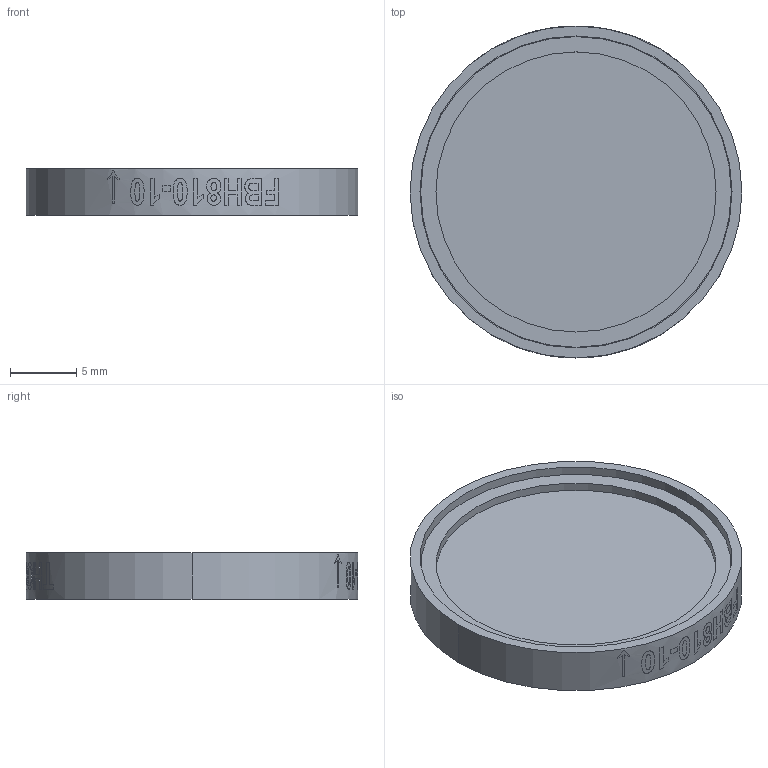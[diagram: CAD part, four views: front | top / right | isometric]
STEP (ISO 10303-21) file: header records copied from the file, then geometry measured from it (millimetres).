
FILE_DESCRIPTION(('Open CASCADE Model'),'2;1');
FILE_NAME('Open CASCADE Shape Model','2025-04-18T01:37:46',('Author'),( 'Open CASCADE'),'Open CASCADE STEP processor 7.7','Open CASCADE 7.7' ,'Unknown');
FILE_SCHEMA(('AUTOMOTIVE_DESIGN { 1 0 10303 214 1 1 1 1 }'));
Length unit declared in the file: millimetre
Products named in the file (4): f57e6519-1be4-11f0-b024-fc5cee4c0b22; comp2; comp2_part
Assembly tree (3 placements, depth 4):
  f57e6519-1be4-11f0-b024-fc5cee4c0b22
    f57e6519-1be4-11f0-b024-fc5cee4c0b22
      comp2
        comp2_part
Bounding box: 25 x 25 x 3.5 mm (x, y, z)
Volume: 1119 mm3; surface area: 2049.8 mm2
Topology: 3 solids, 3 shells, 151 faces, 442 edges, 327 vertices
Faces by surface type: plane 56, bspline 50, cylinder 41, cone 4
Entity records: 32610 total; most frequent: CARTESIAN_POINT 24716, DIRECTION 1115, ORIENTED_EDGE 884, PCURVE 884, DEFINITIONAL_REPRESENTATION 884, LINE 657, VECTOR 657, B_SPLINE_CURVE_WITH_KNOTS 472
